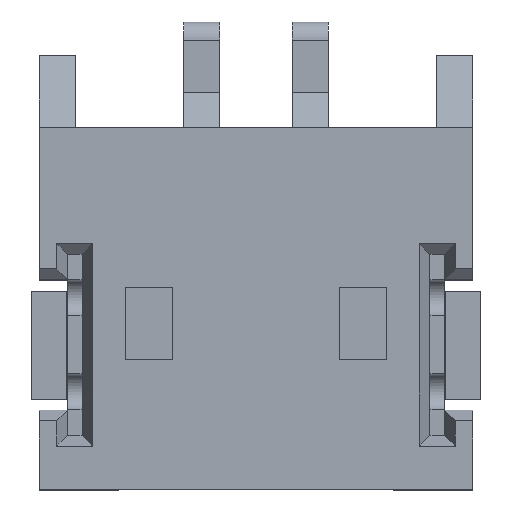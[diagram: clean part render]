
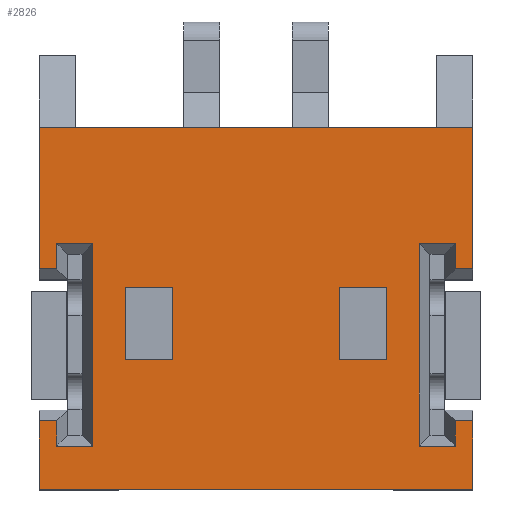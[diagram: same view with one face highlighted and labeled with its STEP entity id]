
A CAD part, top view. The second image highlights one B-rep face of the part: STEP entity #2826.
In plain terms, the highlighted planar face has unit normal (0, 0, 1).
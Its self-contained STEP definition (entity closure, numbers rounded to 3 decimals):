
#203=ORIENTED_EDGE('',*,*,#957,.T.);
#204=ORIENTED_EDGE('',*,*,#1000,.F.);
#205=ORIENTED_EDGE('',*,*,#1014,.T.);
#206=ORIENTED_EDGE('',*,*,#1015,.T.);
#207=ORIENTED_EDGE('',*,*,#1016,.T.);
#208=ORIENTED_EDGE('',*,*,#1017,.T.);
#209=ORIENTED_EDGE('',*,*,#1018,.T.);
#210=ORIENTED_EDGE('',*,*,#1019,.T.);
#211=ORIENTED_EDGE('',*,*,#1020,.T.);
#212=ORIENTED_EDGE('',*,*,#1003,.F.);
#213=ORIENTED_EDGE('',*,*,#995,.F.);
#214=ORIENTED_EDGE('',*,*,#1021,.T.);
#215=ORIENTED_EDGE('',*,*,#1022,.T.);
#216=ORIENTED_EDGE('',*,*,#1023,.T.);
#217=ORIENTED_EDGE('',*,*,#1024,.T.);
#218=ORIENTED_EDGE('',*,*,#1025,.T.);
#219=ORIENTED_EDGE('',*,*,#1026,.T.);
#220=ORIENTED_EDGE('',*,*,#1027,.T.);
#221=ORIENTED_EDGE('',*,*,#1028,.T.);
#222=ORIENTED_EDGE('',*,*,#1029,.T.);
#223=ORIENTED_EDGE('',*,*,#1030,.T.);
#224=ORIENTED_EDGE('',*,*,#1031,.T.);
#225=ORIENTED_EDGE('',*,*,#1032,.T.);
#226=ORIENTED_EDGE('',*,*,#1033,.T.);
#227=ORIENTED_EDGE('',*,*,#1034,.T.);
#228=ORIENTED_EDGE('',*,*,#1035,.T.);
#229=ORIENTED_EDGE('',*,*,#1036,.T.);
#230=ORIENTED_EDGE('',*,*,#1037,.T.);
#957=EDGE_CURVE('',#1364,#1363,#1633,.T.);
#995=EDGE_CURVE('',#1399,#1400,#1671,.T.);
#1000=EDGE_CURVE('',#1402,#1363,#1676,.T.);
#1003=EDGE_CURVE('',#1400,#1404,#1679,.T.);
#1014=EDGE_CURVE('',#1402,#1414,#1690,.T.);
#1015=EDGE_CURVE('',#1414,#1415,#1691,.T.);
#1016=EDGE_CURVE('',#1415,#1416,#1692,.T.);
#1017=EDGE_CURVE('',#1416,#1417,#1693,.T.);
#1018=EDGE_CURVE('',#1417,#1418,#1694,.T.);
#1019=EDGE_CURVE('',#1418,#1419,#1695,.T.);
#1020=EDGE_CURVE('',#1419,#1404,#1696,.T.);
#1021=EDGE_CURVE('',#1399,#1420,#1697,.T.);
#1022=EDGE_CURVE('',#1420,#1421,#1698,.T.);
#1023=EDGE_CURVE('',#1421,#1422,#1699,.T.);
#1024=EDGE_CURVE('',#1422,#1423,#1700,.T.);
#1025=EDGE_CURVE('',#1423,#1424,#1701,.T.);
#1026=EDGE_CURVE('',#1424,#1425,#1702,.T.);
#1027=EDGE_CURVE('',#1425,#1426,#1703,.T.);
#1028=EDGE_CURVE('',#1426,#1427,#1704,.T.);
#1029=EDGE_CURVE('',#1427,#1364,#1705,.T.);
#1030=EDGE_CURVE('',#1428,#1429,#1706,.T.);
#1031=EDGE_CURVE('',#1429,#1430,#1707,.T.);
#1032=EDGE_CURVE('',#1430,#1431,#1708,.T.);
#1033=EDGE_CURVE('',#1431,#1428,#1709,.T.);
#1034=EDGE_CURVE('',#1432,#1433,#1710,.T.);
#1035=EDGE_CURVE('',#1433,#1434,#1711,.T.);
#1036=EDGE_CURVE('',#1434,#1435,#1712,.T.);
#1037=EDGE_CURVE('',#1435,#1432,#1713,.T.);
#1363=VERTEX_POINT('',#4009);
#1364=VERTEX_POINT('',#4011);
#1399=VERTEX_POINT('',#4086);
#1400=VERTEX_POINT('',#4088);
#1402=VERTEX_POINT('',#4095);
#1404=VERTEX_POINT('',#4102);
#1414=VERTEX_POINT('',#4126);
#1415=VERTEX_POINT('',#4128);
#1416=VERTEX_POINT('',#4130);
#1417=VERTEX_POINT('',#4132);
#1418=VERTEX_POINT('',#4134);
#1419=VERTEX_POINT('',#4136);
#1420=VERTEX_POINT('',#4139);
#1421=VERTEX_POINT('',#4141);
#1422=VERTEX_POINT('',#4143);
#1423=VERTEX_POINT('',#4145);
#1424=VERTEX_POINT('',#4147);
#1425=VERTEX_POINT('',#4149);
#1426=VERTEX_POINT('',#4151);
#1427=VERTEX_POINT('',#4153);
#1428=VERTEX_POINT('',#4156);
#1429=VERTEX_POINT('',#4157);
#1430=VERTEX_POINT('',#4159);
#1431=VERTEX_POINT('',#4161);
#1432=VERTEX_POINT('',#4164);
#1433=VERTEX_POINT('',#4165);
#1434=VERTEX_POINT('',#4167);
#1435=VERTEX_POINT('',#4169);
#1633=LINE('',#4010,#2017);
#1671=LINE('',#4087,#2055);
#1676=LINE('',#4096,#2060);
#1679=LINE('',#4101,#2063);
#1690=LINE('',#4125,#2074);
#1691=LINE('',#4127,#2075);
#1692=LINE('',#4129,#2076);
#1693=LINE('',#4131,#2077);
#1694=LINE('',#4133,#2078);
#1695=LINE('',#4135,#2079);
#1696=LINE('',#4137,#2080);
#1697=LINE('',#4138,#2081);
#1698=LINE('',#4140,#2082);
#1699=LINE('',#4142,#2083);
#1700=LINE('',#4144,#2084);
#1701=LINE('',#4146,#2085);
#1702=LINE('',#4148,#2086);
#1703=LINE('',#4150,#2087);
#1704=LINE('',#4152,#2088);
#1705=LINE('',#4154,#2089);
#1706=LINE('',#4155,#2090);
#1707=LINE('',#4158,#2091);
#1708=LINE('',#4160,#2092);
#1709=LINE('',#4162,#2093);
#1710=LINE('',#4163,#2094);
#1711=LINE('',#4166,#2095);
#1712=LINE('',#4168,#2096);
#1713=LINE('',#4170,#2097);
#2017=VECTOR('',#3240,1000.);
#2055=VECTOR('',#3284,1000.);
#2060=VECTOR('',#3291,1000.);
#2063=VECTOR('',#3296,1000.);
#2074=VECTOR('',#3313,1000.);
#2075=VECTOR('',#3314,1000.);
#2076=VECTOR('',#3315,1000.);
#2077=VECTOR('',#3316,1000.);
#2078=VECTOR('',#3317,1000.);
#2079=VECTOR('',#3318,1000.);
#2080=VECTOR('',#3319,1000.);
#2081=VECTOR('',#3320,1000.);
#2082=VECTOR('',#3321,1000.);
#2083=VECTOR('',#3322,1000.);
#2084=VECTOR('',#3323,1000.);
#2085=VECTOR('',#3324,1000.);
#2086=VECTOR('',#3325,1000.);
#2087=VECTOR('',#3326,1000.);
#2088=VECTOR('',#3327,1000.);
#2089=VECTOR('',#3328,1000.);
#2090=VECTOR('',#3329,1000.);
#2091=VECTOR('',#3330,1000.);
#2092=VECTOR('',#3331,1000.);
#2093=VECTOR('',#3332,1000.);
#2094=VECTOR('',#3333,1000.);
#2095=VECTOR('',#3334,1000.);
#2096=VECTOR('',#3335,1000.);
#2097=VECTOR('',#3336,1000.);
#2371=EDGE_LOOP('',(#203,#204,#205,#206,#207,#208,#209,#210,#211,#212,#213,
#214,#215,#216,#217,#218,#219,#220,#221,#222));
#2372=EDGE_LOOP('',(#223,#224,#225,#226));
#2373=EDGE_LOOP('',(#227,#228,#229,#230));
#2531=FACE_BOUND('',#2371,.T.);
#2532=FACE_BOUND('',#2372,.T.);
#2533=FACE_BOUND('',#2373,.T.);
#2690=PLANE('',#3015);
#2826=ADVANCED_FACE('',(#2531,#2532,#2533),#2690,.T.);
#3015=AXIS2_PLACEMENT_3D('',#4124,#3311,#3312);
#3240=DIRECTION('',(-1.,0.,0.));
#3284=DIRECTION('',(-1.,0.,0.));
#3291=DIRECTION('',(0.,1.,0.));
#3296=DIRECTION('',(0.,1.,0.));
#3311=DIRECTION('',(0.,0.,1.));
#3312=DIRECTION('',(1.,0.,0.));
#3313=DIRECTION('',(1.,0.,0.));
#3314=DIRECTION('',(0.,1.,0.));
#3315=DIRECTION('',(1.,0.,0.));
#3316=DIRECTION('',(0.,-1.,0.));
#3317=DIRECTION('',(-1.,0.,0.));
#3318=DIRECTION('',(0.,1.,0.));
#3319=DIRECTION('',(-1.,0.,0.));
#3320=DIRECTION('',(0.,1.,0.));
#3321=DIRECTION('',(-1.,0.,0.));
#3322=DIRECTION('',(0.,-1.,0.));
#3323=DIRECTION('',(-1.,0.,0.));
#3324=DIRECTION('',(0.,1.,0.));
#3325=DIRECTION('',(1.,0.,0.));
#3326=DIRECTION('',(0.,-1.,0.));
#3327=DIRECTION('',(1.,0.,0.));
#3328=DIRECTION('',(0.,1.,0.));
#3329=DIRECTION('',(0.,1.,0.));
#3330=DIRECTION('',(1.,0.,0.));
#3331=DIRECTION('',(0.,-1.,0.));
#3332=DIRECTION('',(-1.,0.,0.));
#3333=DIRECTION('',(-1.,0.,0.));
#3334=DIRECTION('',(0.,1.,0.));
#3335=DIRECTION('',(1.,0.,0.));
#3336=DIRECTION('',(0.,-1.,0.));
#4009=CARTESIAN_POINT('',(-3.,2.5,1.85));
#4010=CARTESIAN_POINT('',(3.,2.5,1.85));
#4011=CARTESIAN_POINT('',(3.,2.5,1.85));
#4086=CARTESIAN_POINT('',(3.,-2.5,1.85));
#4087=CARTESIAN_POINT('',(3.,-2.5,1.85));
#4088=CARTESIAN_POINT('',(-3.,-2.5,1.85));
#4095=CARTESIAN_POINT('',(-3.,0.55,1.85));
#4096=CARTESIAN_POINT('',(-3.,-2.5,1.85));
#4101=CARTESIAN_POINT('',(-3.,-2.5,1.85));
#4102=CARTESIAN_POINT('',(-3.,-1.55,1.85));
#4124=CARTESIAN_POINT('',(3.,-2.5,1.85));
#4125=CARTESIAN_POINT('',(-2.605,0.55,1.85));
#4126=CARTESIAN_POINT('',(-2.755,0.55,1.85));
#4127=CARTESIAN_POINT('',(-2.755,0.75,1.85));
#4128=CARTESIAN_POINT('',(-2.755,0.9,1.85));
#4129=CARTESIAN_POINT('',(-2.405,0.9,1.85));
#4130=CARTESIAN_POINT('',(-2.255,0.9,1.85));
#4131=CARTESIAN_POINT('',(-2.255,-1.75,1.85));
#4132=CARTESIAN_POINT('',(-2.255,-1.9,1.85));
#4133=CARTESIAN_POINT('',(-2.605,-1.9,1.85));
#4134=CARTESIAN_POINT('',(-2.755,-1.9,1.85));
#4135=CARTESIAN_POINT('',(-2.755,-1.4,1.85));
#4136=CARTESIAN_POINT('',(-2.755,-1.55,1.85));
#4137=CARTESIAN_POINT('',(-3.,-1.55,1.85));
#4138=CARTESIAN_POINT('',(3.,-2.5,1.85));
#4139=CARTESIAN_POINT('',(3.,-1.55,1.85));
#4140=CARTESIAN_POINT('',(2.605,-1.55,1.85));
#4141=CARTESIAN_POINT('',(2.755,-1.55,1.85));
#4142=CARTESIAN_POINT('',(2.755,-1.75,1.85));
#4143=CARTESIAN_POINT('',(2.755,-1.9,1.85));
#4144=CARTESIAN_POINT('',(2.405,-1.9,1.85));
#4145=CARTESIAN_POINT('',(2.255,-1.9,1.85));
#4146=CARTESIAN_POINT('',(2.255,0.75,1.85));
#4147=CARTESIAN_POINT('',(2.255,0.9,1.85));
#4148=CARTESIAN_POINT('',(2.605,0.9,1.85));
#4149=CARTESIAN_POINT('',(2.755,0.9,1.85));
#4150=CARTESIAN_POINT('',(2.755,0.4,1.85));
#4151=CARTESIAN_POINT('',(2.755,0.55,1.85));
#4152=CARTESIAN_POINT('',(3.,0.55,1.85));
#4153=CARTESIAN_POINT('',(3.,0.55,1.85));
#4154=CARTESIAN_POINT('',(3.,-2.5,1.85));
#4155=CARTESIAN_POINT('',(1.15,-0.7,1.85));
#4156=CARTESIAN_POINT('',(1.15,-0.7,1.85));
#4157=CARTESIAN_POINT('',(1.15,0.3,1.85));
#4158=CARTESIAN_POINT('',(1.15,0.3,1.85));
#4159=CARTESIAN_POINT('',(1.8,0.3,1.85));
#4160=CARTESIAN_POINT('',(1.8,0.3,1.85));
#4161=CARTESIAN_POINT('',(1.8,-0.7,1.85));
#4162=CARTESIAN_POINT('',(1.8,-0.7,1.85));
#4163=CARTESIAN_POINT('',(-1.15,-0.7,1.85));
#4164=CARTESIAN_POINT('',(-1.15,-0.7,1.85));
#4165=CARTESIAN_POINT('',(-1.8,-0.7,1.85));
#4166=CARTESIAN_POINT('',(-1.8,-0.7,1.85));
#4167=CARTESIAN_POINT('',(-1.8,0.3,1.85));
#4168=CARTESIAN_POINT('',(-1.8,0.3,1.85));
#4169=CARTESIAN_POINT('',(-1.15,0.3,1.85));
#4170=CARTESIAN_POINT('',(-1.15,0.3,1.85));
